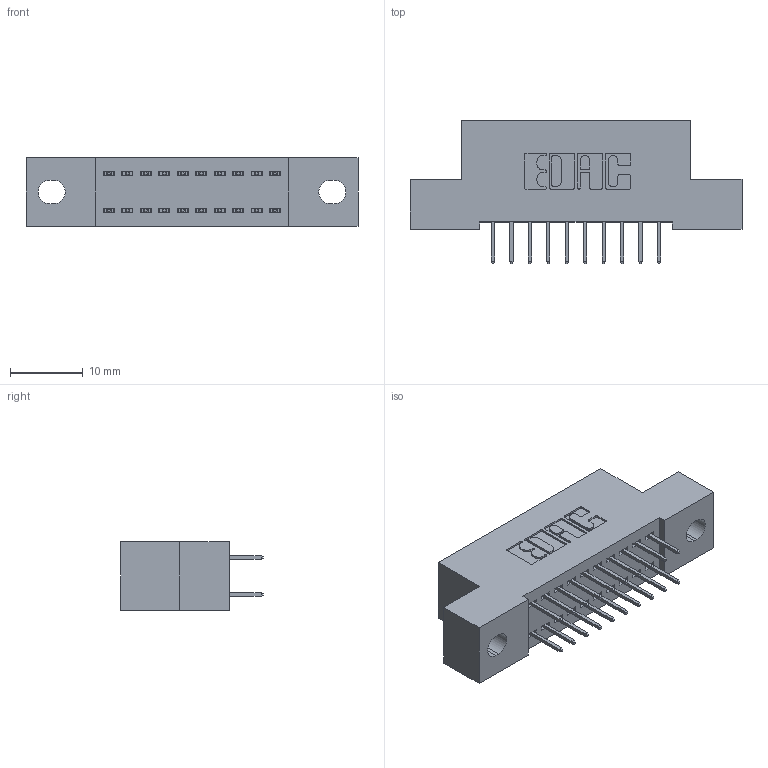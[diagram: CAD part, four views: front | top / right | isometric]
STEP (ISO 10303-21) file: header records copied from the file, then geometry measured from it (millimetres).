
FILE_DESCRIPTION (( 'STEP AP203' ), '1' );
FILE_NAME ('342-020-524-202.STEP', '2018-08-10T22:51:01', ( '' ), ( '' ), 'SwSTEP 2.0', 'SolidWorks 2016', '' );
FILE_SCHEMA (( 'CONFIG_CONTROL_DESIGN' ));
Length unit declared in the file: inch
Products named in the file (3): 345-292-001_345-293-124; 342-020-524-202; 342 Part_.128 Slot
Assembly tree (21 placements, depth 2):
  342-020-524-202
    342 Part_.128 Slot
    345-292-001_345-293-124  x20
Bounding box: 45.72 x 19.69 x 9.4 mm (x, y, z)
Volume: 3874.1 mm3; surface area: 5198.3 mm2
Topology: 21 solids, 21 shells, 1234 faces, 3491 edges, 2246 vertices
Faces by surface type: plane 910, cylinder 324
Entity records: 10649 total; most frequent: CARTESIAN_POINT 1802, ORIENTED_EDGE 1738, DIRECTION 1597, EDGE_CURVE 869, LINE 745, VECTOR 745, VERTEX_POINT 574, AXIS2_PLACEMENT_3D 426
